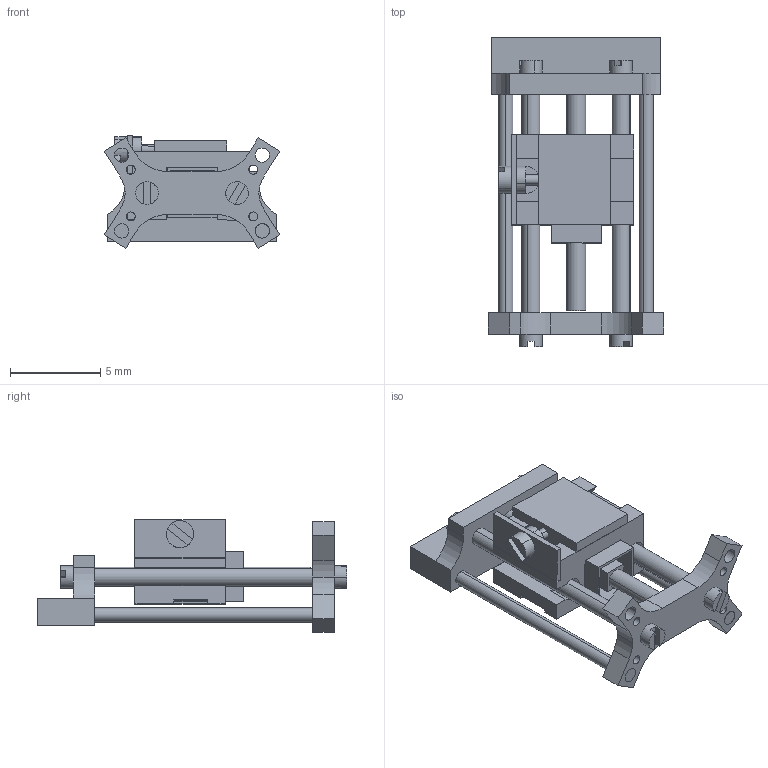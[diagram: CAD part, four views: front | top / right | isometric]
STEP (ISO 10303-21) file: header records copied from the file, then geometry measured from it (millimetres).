
FILE_DESCRIPTION (( 'STEP AP214' ), '1' );
FILE_NAME ('AssemPiezodrive O-U.STEP', '2016-08-26T13:47:15', ( '' ), ( '' ), 'SwSTEP 2.0', 'SolidWorks 2015', '' );
FILE_SCHEMA (( 'AUTOMOTIVE_DESIGN' ));
Length unit declared in the file: millimetre
Products named in the file (19): AssemPiezodrive O-U; Srew060; base_mount; probe_holder - small; shuttle 0-U; berylco_tube_2016_m; rod080L; Magnet_S; shaft_Standard; Scheibe; berylco_tube_2016; metallplate; AssemBerylcoMagnetHülseAssembled; cover_mount; Srew060L; piezo_actuator; HülseBerylco; AssemMagnet; Magnet_N
Assembly tree (30 placements, depth 4):
  AssemPiezodrive O-U
    base_mount
    berylco_tube_2016
    AssemBerylcoMagnetHülseAssembled
      berylco_tube_2016_m
      AssemMagnet  x9
        Magnet_S
        Magnet_N
      HülseBerylco
    shuttle 0-U
    Srew060  x4
    cover_mount
    piezo_actuator
    shaft_Standard
    rod080L  x2
    probe_holder - small
    Srew060L
    Scheibe
    metallplate
Bounding box: 9.73 x 17.2 x 6.25 mm (x, y, z)
Volume: 243.4 mm3; surface area: 1136.6 mm2
Topology: 37 solids, 37 shells, 330 faces, 720 edges, 474 vertices
Faces by surface type: plane 175, cylinder 145, cone 10
Entity records: 8532 total; most frequent: DIRECTION 1284, CARTESIAN_POINT 1168, ORIENTED_EDGE 1092, EDGE_CURVE 546, AXIS2_PLACEMENT_3D 474, VERTEX_POINT 358, VECTOR 336, LINE 336
